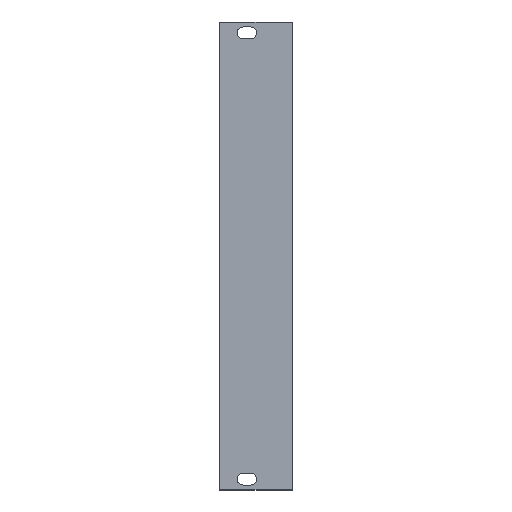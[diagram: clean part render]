
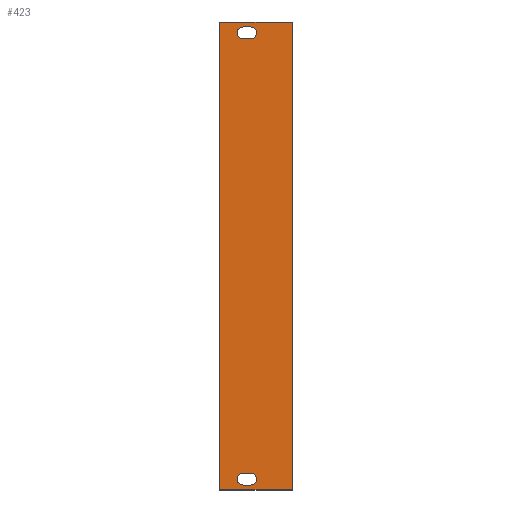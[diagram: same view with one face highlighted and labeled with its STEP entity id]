
A CAD part, top view. The second image highlights one B-rep face of the part: STEP entity #423.
In plain terms, the highlighted planar face has unit normal (0, 0, 1).
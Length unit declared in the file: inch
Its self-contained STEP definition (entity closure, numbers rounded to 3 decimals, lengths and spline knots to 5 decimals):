
#1 = AXIS2_PLACEMENT_3D ( 'NONE', #291, #458, #249 ) ;
#2 = CARTESIAN_POINT ( 'NONE',  ( -0.3937, 2.52953, 0.07874 ) ) ;
#9 = DIRECTION ( 'NONE',  ( 0., 0., 1. ) ) ;
#13 = LINE ( 'NONE', #517, #172 ) ;
#27 = ORIENTED_EDGE ( 'NONE', *, *, #485, .T. ) ;
#38 = DIRECTION ( 'NONE',  ( 0., 1., 0. ) ) ;
#42 = CARTESIAN_POINT ( 'NONE',  ( -0.05843, 2.47638, 0.07874 ) ) ;
#46 = CARTESIAN_POINT ( 'NONE',  ( 0.3937, 2.52953, 0.07874 ) ) ;
#50 = CARTESIAN_POINT ( 'NONE',  ( -0.13843, -2.41142, 0.07874 ) ) ;
#53 = EDGE_CURVE ( 'NONE', #260, #515, #408, .T. ) ;
#55 = AXIS2_PLACEMENT_3D ( 'NONE', #492, #238, #162 ) ;
#56 = DIRECTION ( 'NONE',  ( 1., 0., 0. ) ) ;
#63 = CARTESIAN_POINT ( 'NONE',  ( -0.13843, -2.41142, 0.07874 ) ) ;
#69 = DIRECTION ( 'NONE',  ( 0., 0., 1. ) ) ;
#71 = AXIS2_PLACEMENT_3D ( 'NONE', #127, #164, #166 ) ;
#72 = DIRECTION ( 'NONE',  ( 1., 0., 0. ) ) ;
#78 = CARTESIAN_POINT ( 'NONE',  ( -0.13843, -2.47638, 0.07874 ) ) ;
#82 = VERTEX_POINT ( 'NONE', #421 ) ;
#90 = DIRECTION ( 'NONE',  ( 1., 0., 0. ) ) ;
#91 = VERTEX_POINT ( 'NONE', #326 ) ;
#93 = CARTESIAN_POINT ( 'NONE',  ( -0.3937, -2.52953, 0.07874 ) ) ;
#94 = EDGE_CURVE ( 'NONE', #515, #481, #397, .T. ) ;
#102 = CIRCLE ( 'NONE', #181, 0.06496 ) ;
#104 = ORIENTED_EDGE ( 'NONE', *, *, #186, .T. ) ;
#106 = ORIENTED_EDGE ( 'NONE', *, *, #454, .F. ) ;
#115 = PLANE ( 'NONE',  #279 ) ;
#116 = EDGE_CURVE ( 'NONE', #318, #275, #195, .T. ) ;
#126 = EDGE_CURVE ( 'NONE', #230, #191, #298, .T. ) ;
#127 = CARTESIAN_POINT ( 'NONE',  ( -0.13843, 2.41142, 0.07874 ) ) ;
#134 = CARTESIAN_POINT ( 'NONE',  ( -0.05843, 2.34646, 0.07874 ) ) ;
#138 = ORIENTED_EDGE ( 'NONE', *, *, #434, .F. ) ;
#146 = CARTESIAN_POINT ( 'NONE',  ( -0.13843, -2.34646, 0.07874 ) ) ;
#155 = FACE_OUTER_BOUND ( 'NONE', #403, .T. ) ;
#162 = DIRECTION ( 'NONE',  ( 1., 0., 0. ) ) ;
#164 = DIRECTION ( 'NONE',  ( 0., 0., 1. ) ) ;
#166 = DIRECTION ( 'NONE',  ( 1., 0., 0. ) ) ;
#170 = DIRECTION ( 'NONE',  ( 1., 0., 0. ) ) ;
#172 = VECTOR ( 'NONE', #182, 39.37008 ) ;
#175 = EDGE_CURVE ( 'NONE', #345, #223, #351, .T. ) ;
#181 = AXIS2_PLACEMENT_3D ( 'NONE', #50, #9, #218 ) ;
#182 = DIRECTION ( 'NONE',  ( -1., 0., 0. ) ) ;
#183 = ORIENTED_EDGE ( 'NONE', *, *, #350, .F. ) ;
#185 = VERTEX_POINT ( 'NONE', #225 ) ;
#186 = EDGE_CURVE ( 'NONE', #185, #230, #261, .T. ) ;
#191 = VERTEX_POINT ( 'NONE', #523 ) ;
#195 = CIRCLE ( 'NONE', #1, 0.06496 ) ;
#197 = VECTOR ( 'NONE', #56, 39.37008 ) ;
#209 = DIRECTION ( 'NONE',  ( 1., 0., 0. ) ) ;
#211 = DIRECTION ( 'NONE',  ( 1., 0., 0. ) ) ;
#218 = DIRECTION ( 'NONE',  ( 1., 0., 0. ) ) ;
#222 = CARTESIAN_POINT ( 'NONE',  ( -0.13843, -2.34646, 0.07874 ) ) ;
#223 = VERTEX_POINT ( 'NONE', #222 ) ;
#225 = CARTESIAN_POINT ( 'NONE',  ( -0.3937, -2.52953, 0.07874 ) ) ;
#227 = CARTESIAN_POINT ( 'NONE',  ( -0.13843, 2.34646, 0.07874 ) ) ;
#230 = VERTEX_POINT ( 'NONE', #388 ) ;
#232 = ORIENTED_EDGE ( 'NONE', *, *, #94, .F. ) ;
#238 = DIRECTION ( 'NONE',  ( 0., 0., 1. ) ) ;
#246 = AXIS2_PLACEMENT_3D ( 'NONE', #63, #441, #72 ) ;
#249 = DIRECTION ( 'NONE',  ( 1., 0., 0. ) ) ;
#254 = VECTOR ( 'NONE', #498, 39.37008 ) ;
#260 = VERTEX_POINT ( 'NONE', #227 ) ;
#261 = LINE ( 'NONE', #93, #197 ) ;
#275 = VERTEX_POINT ( 'NONE', #347 ) ;
#279 = AXIS2_PLACEMENT_3D ( 'NONE', #446, #69, #170 ) ;
#284 = EDGE_CURVE ( 'NONE', #223, #456, #102, .T. ) ;
#290 = CIRCLE ( 'NONE', #55, 0.06496 ) ;
#291 = CARTESIAN_POINT ( 'NONE',  ( -0.13843, 2.41142, 0.07874 ) ) ;
#298 = LINE ( 'NONE', #46, #427 ) ;
#299 = ORIENTED_EDGE ( 'NONE', *, *, #380, .F. ) ;
#302 = EDGE_CURVE ( 'NONE', #191, #91, #13, .T. ) ;
#307 = EDGE_LOOP ( 'NONE', ( #138, #524, #503, #453, #183 ) ) ;
#308 = DIRECTION ( 'NONE',  ( -1., 0., 0. ) ) ;
#309 = ORIENTED_EDGE ( 'NONE', *, *, #53, .F. ) ;
#311 = VERTEX_POINT ( 'NONE', #514 ) ;
#318 = VERTEX_POINT ( 'NONE', #319 ) ;
#319 = CARTESIAN_POINT ( 'NONE',  ( -0.13843, 2.47638, 0.07874 ) ) ;
#326 = CARTESIAN_POINT ( 'NONE',  ( -0.3937, 2.52953, 0.07874 ) ) ;
#328 = CARTESIAN_POINT ( 'NONE',  ( -0.05843, 2.41142, 0.07874 ) ) ;
#331 = VECTOR ( 'NONE', #404, 39.37008 ) ;
#337 = EDGE_CURVE ( 'NONE', #456, #311, #529, .T. ) ;
#345 = VERTEX_POINT ( 'NONE', #487 ) ;
#347 = CARTESIAN_POINT ( 'NONE',  ( -0.20339, 2.41142, 0.07874 ) ) ;
#350 = EDGE_CURVE ( 'NONE', #82, #345, #290, .T. ) ;
#351 = LINE ( 'NONE', #146, #384 ) ;
#369 = ORIENTED_EDGE ( 'NONE', *, *, #126, .T. ) ;
#380 = EDGE_CURVE ( 'NONE', #481, #318, #527, .T. ) ;
#382 = EDGE_LOOP ( 'NONE', ( #309, #106, #477, #299, #232 ) ) ;
#384 = VECTOR ( 'NONE', #308, 39.37008 ) ;
#388 = CARTESIAN_POINT ( 'NONE',  ( 0.3937, -2.52953, 0.07874 ) ) ;
#397 = CIRCLE ( 'NONE', #518, 0.06496 ) ;
#400 = CIRCLE ( 'NONE', #71, 0.06496 ) ;
#403 = EDGE_LOOP ( 'NONE', ( #369, #433, #27, #104 ) ) ;
#404 = DIRECTION ( 'NONE',  ( -1., 0., 0. ) ) ;
#408 = LINE ( 'NONE', #464, #471 ) ;
#415 = LINE ( 'NONE', #2, #254 ) ;
#419 = VECTOR ( 'NONE', #211, 39.37008 ) ;
#421 = CARTESIAN_POINT ( 'NONE',  ( -0.05843, -2.47638, 0.07874 ) ) ;
#423 = ADVANCED_FACE ( 'NONE', ( #155, #530, #490 ), #115, .T. ) ;
#427 = VECTOR ( 'NONE', #38, 39.37008 ) ;
#433 = ORIENTED_EDGE ( 'NONE', *, *, #302, .T. ) ;
#434 = EDGE_CURVE ( 'NONE', #311, #82, #457, .T. ) ;
#441 = DIRECTION ( 'NONE',  ( 0., 0., 1. ) ) ;
#446 = CARTESIAN_POINT ( 'NONE',  ( 0., 0., 0.07874 ) ) ;
#452 = CARTESIAN_POINT ( 'NONE',  ( -0.13843, 2.47638, 0.07874 ) ) ;
#453 = ORIENTED_EDGE ( 'NONE', *, *, #175, .F. ) ;
#454 = EDGE_CURVE ( 'NONE', #275, #260, #400, .T. ) ;
#456 = VERTEX_POINT ( 'NONE', #465 ) ;
#457 = LINE ( 'NONE', #78, #419 ) ;
#458 = DIRECTION ( 'NONE',  ( 0., 0., 1. ) ) ;
#464 = CARTESIAN_POINT ( 'NONE',  ( -0.13843, 2.34646, 0.07874 ) ) ;
#465 = CARTESIAN_POINT ( 'NONE',  ( -0.20339, -2.41142, 0.07874 ) ) ;
#471 = VECTOR ( 'NONE', #209, 39.37008 ) ;
#477 = ORIENTED_EDGE ( 'NONE', *, *, #116, .F. ) ;
#481 = VERTEX_POINT ( 'NONE', #42 ) ;
#485 = EDGE_CURVE ( 'NONE', #91, #185, #415, .T. ) ;
#487 = CARTESIAN_POINT ( 'NONE',  ( -0.05843, -2.34646, 0.07874 ) ) ;
#490 = FACE_BOUND ( 'NONE', #382, .T. ) ;
#492 = CARTESIAN_POINT ( 'NONE',  ( -0.05843, -2.41142, 0.07874 ) ) ;
#498 = DIRECTION ( 'NONE',  ( 0., -1., 0. ) ) ;
#503 = ORIENTED_EDGE ( 'NONE', *, *, #284, .F. ) ;
#514 = CARTESIAN_POINT ( 'NONE',  ( -0.13843, -2.47638, 0.07874 ) ) ;
#515 = VERTEX_POINT ( 'NONE', #134 ) ;
#517 = CARTESIAN_POINT ( 'NONE',  ( -0.3937, 2.52953, 0.07874 ) ) ;
#518 = AXIS2_PLACEMENT_3D ( 'NONE', #328, #542, #90 ) ;
#523 = CARTESIAN_POINT ( 'NONE',  ( 0.3937, 2.52953, 0.07874 ) ) ;
#524 = ORIENTED_EDGE ( 'NONE', *, *, #337, .F. ) ;
#527 = LINE ( 'NONE', #452, #331 ) ;
#529 = CIRCLE ( 'NONE', #246, 0.06496 ) ;
#530 = FACE_BOUND ( 'NONE', #307, .T. ) ;
#542 = DIRECTION ( 'NONE',  ( 0., 0., 1. ) ) ;
